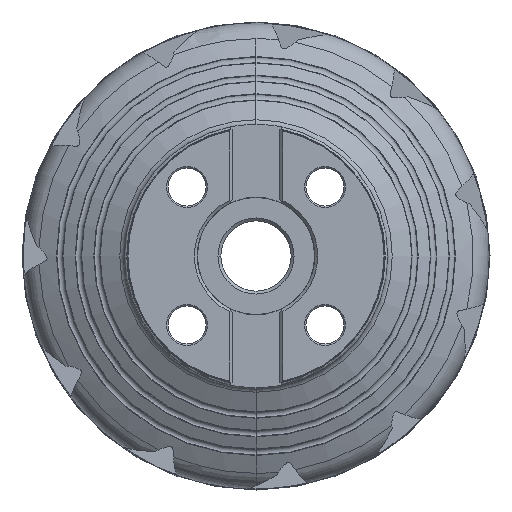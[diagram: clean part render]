
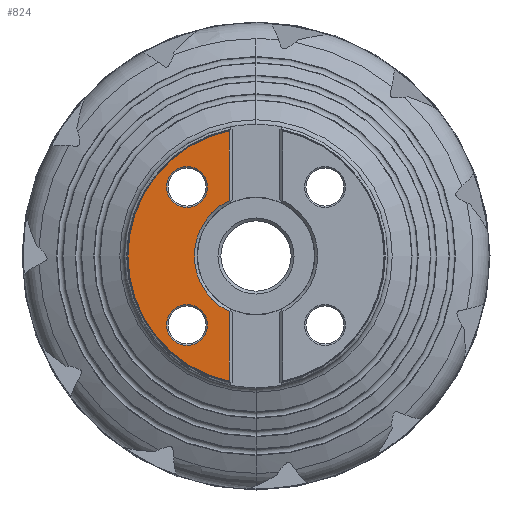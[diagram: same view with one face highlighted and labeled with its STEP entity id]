
A CAD part, left-side view. The second image highlights one B-rep face of the part: STEP entity #824.
In plain terms, the highlighted planar face has unit normal (-1, 0, 0).
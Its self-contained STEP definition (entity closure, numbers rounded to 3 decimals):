
#824 = ADVANCED_FACE ( 'NONE', ( #7426, #9279, #9281 ), #8650, .T. ) ;
#956 = EDGE_CURVE ( 'NONE', #1807, #1992, #9452, .T. ) ;
#1246 = EDGE_CURVE ( 'NONE', #1954, #1894, #9749, .T. ) ;
#1807 = VERTEX_POINT ( 'NONE', #12226 ) ;
#1894 = VERTEX_POINT ( 'NONE', #12989 ) ;
#1954 = VERTEX_POINT ( 'NONE', #13049 ) ;
#1992 = VERTEX_POINT ( 'NONE', #13087 ) ;
#2133 = VERTEX_POINT ( 'NONE', #13228 ) ;
#2134 = VERTEX_POINT ( 'NONE', #13229 ) ;
#2141 = VERTEX_POINT ( 'NONE', #13236 ) ;
#2148 = VERTEX_POINT ( 'NONE', #13243 ) ;
#4320 = EDGE_CURVE ( 'NONE', #2134, #2141, #12428, .T. ) ;
#4323 = EDGE_CURVE ( 'NONE', #2148, #2134, #12431, .T. ) ;
#4326 = EDGE_CURVE ( 'NONE', #1894, #1954, #12434, .T. ) ;
#4327 = EDGE_CURVE ( 'NONE', #1992, #1807, #12435, .T. ) ;
#4329 = EDGE_CURVE ( 'NONE', #2133, #2148, #12436, .T. ) ;
#4330 = EDGE_CURVE ( 'NONE', #2133, #2141, #12440, .T. ) ;
#5489 = ORIENTED_EDGE ( 'NONE', *, *, #1246, .T. ) ;
#5490 = ORIENTED_EDGE ( 'NONE', *, *, #4326, .T. ) ;
#5491 = ORIENTED_EDGE ( 'NONE', *, *, #956, .T. ) ;
#5492 = ORIENTED_EDGE ( 'NONE', *, *, #4327, .T. ) ;
#5493 = ORIENTED_EDGE ( 'NONE', *, *, #4320, .F. ) ;
#5494 = ORIENTED_EDGE ( 'NONE', *, *, #4323, .F. ) ;
#5495 = ORIENTED_EDGE ( 'NONE', *, *, #4329, .F. ) ;
#5496 = ORIENTED_EDGE ( 'NONE', *, *, #4330, .T. ) ;
#7426 = FACE_BOUND ( 'NONE', #16076, .T. ) ;
#8650 = PLANE ( 'NONE',  #8867 ) ;
#8653 = CARTESIAN_POINT ( 'NONE',  ( -61.25, 43.788, 0. ) ) ;
#8654 = DIRECTION ( 'NONE',  ( -1., 0., 0. ) ) ;
#8655 = DIRECTION ( 'NONE',  ( 0., 0., 1. ) ) ;
#8867 = AXIS2_PLACEMENT_3D ( 'NONE', #8653, #8654, #8655 ) ;
#8949 = AXIS2_PLACEMENT_3D ( 'NONE', #10145, #10154, #10155 ) ;
#9070 = AXIS2_PLACEMENT_3D ( 'NONE', #11109, #11115, #11116 ) ;
#9162 = AXIS2_PLACEMENT_3D ( 'NONE', #13663, #13664, #13665 ) ;
#9164 = AXIS2_PLACEMENT_3D ( 'NONE', #13671, #13681, #13682 ) ;
#9165 = AXIS2_PLACEMENT_3D ( 'NONE', #13677, #13678, #13679 ) ;
#9166 = AXIS2_PLACEMENT_3D ( 'NONE', #13670, #13688, #13689 ) ;
#9279 = FACE_BOUND ( 'NONE', #16010, .T. ) ;
#9281 = FACE_OUTER_BOUND ( 'NONE', #16063, .T. ) ;
#9452 = CIRCLE ( 'NONE', #8949, 7. ) ;
#9749 = CIRCLE ( 'NONE', #9070, 7. ) ;
#10145 = CARTESIAN_POINT ( 'NONE',  ( -61.25, 23.582, 23.582 ) ) ;
#10154 = DIRECTION ( 'NONE',  ( 1., 0., 0. ) ) ;
#10155 = DIRECTION ( 'NONE',  ( 0., 0., 1. ) ) ;
#11109 = CARTESIAN_POINT ( 'NONE',  ( -61.25, 23.582, -23.582 ) ) ;
#11115 = DIRECTION ( 'NONE',  ( 1., 0., 0. ) ) ;
#11116 = DIRECTION ( 'NONE',  ( 0., 0., 1. ) ) ;
#12226 = CARTESIAN_POINT ( 'NONE',  ( -61.25, 23.582, 30.582 ) ) ;
#12417 = VECTOR ( 'NONE', #13653, 1000. ) ;
#12428 = LINE ( 'NONE', #13643, #12417 ) ;
#12431 = CIRCLE ( 'NONE', #9162, 43.788 ) ;
#12434 = CIRCLE ( 'NONE', #9165, 7. ) ;
#12435 = CIRCLE ( 'NONE', #9164, 7. ) ;
#12436 = LINE ( 'NONE', #13685, #12437 ) ;
#12437 = VECTOR ( 'NONE', #13686, 1000. ) ;
#12440 = CIRCLE ( 'NONE', #9166, 21.075 ) ;
#12989 = CARTESIAN_POINT ( 'NONE',  ( -61.25, 23.582, -30.582 ) ) ;
#13049 = CARTESIAN_POINT ( 'NONE',  ( -61.25, 23.582, -16.582 ) ) ;
#13087 = CARTESIAN_POINT ( 'NONE',  ( -61.25, 23.582, 16.582 ) ) ;
#13228 = CARTESIAN_POINT ( 'NONE',  ( -61.25, 9.2, -18.961 ) ) ;
#13229 = CARTESIAN_POINT ( 'NONE',  ( -61.25, 9.2, 42.81 ) ) ;
#13236 = CARTESIAN_POINT ( 'NONE',  ( -61.25, 9.2, 18.961 ) ) ;
#13243 = CARTESIAN_POINT ( 'NONE',  ( -61.25, 9.2, -42.81 ) ) ;
#13643 = CARTESIAN_POINT ( 'NONE',  ( -61.25, 9.2, 53.175 ) ) ;
#13653 = DIRECTION ( 'NONE',  ( 0., 0., -1. ) ) ;
#13663 = CARTESIAN_POINT ( 'NONE',  ( -61.25, 0., 0. ) ) ;
#13664 = DIRECTION ( 'NONE',  ( 1., 0., 0. ) ) ;
#13665 = DIRECTION ( 'NONE',  ( 0., 0., -1. ) ) ;
#13670 = CARTESIAN_POINT ( 'NONE',  ( -61.25, 0., 0. ) ) ;
#13671 = CARTESIAN_POINT ( 'NONE',  ( -61.25, 23.582, 23.582 ) ) ;
#13677 = CARTESIAN_POINT ( 'NONE',  ( -61.25, 23.582, -23.582 ) ) ;
#13678 = DIRECTION ( 'NONE',  ( 1., 0., 0. ) ) ;
#13679 = DIRECTION ( 'NONE',  ( 0., 0., 1. ) ) ;
#13681 = DIRECTION ( 'NONE',  ( 1., 0., 0. ) ) ;
#13682 = DIRECTION ( 'NONE',  ( 0., 0., 1. ) ) ;
#13685 = CARTESIAN_POINT ( 'NONE',  ( -61.25, 9.2, 53.175 ) ) ;
#13686 = DIRECTION ( 'NONE',  ( 0., 0., -1. ) ) ;
#13688 = DIRECTION ( 'NONE',  ( 1., 0., 0. ) ) ;
#13689 = DIRECTION ( 'NONE',  ( 0., 1., 0. ) ) ;
#16010 = EDGE_LOOP ( 'NONE', ( #5491, #5492 ) ) ;
#16063 = EDGE_LOOP ( 'NONE', ( #5493, #5494, #5495, #5496 ) ) ;
#16076 = EDGE_LOOP ( 'NONE', ( #5489, #5490 ) ) ;
